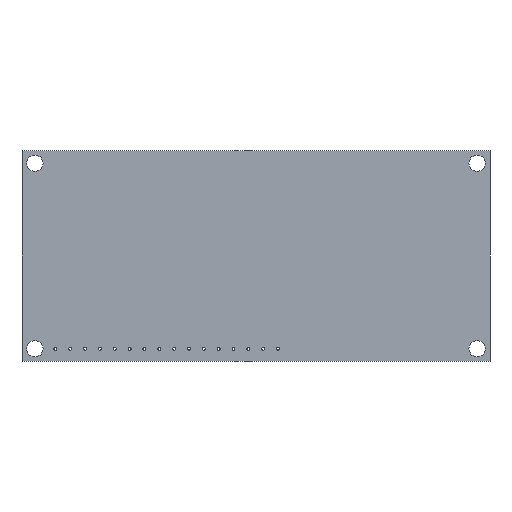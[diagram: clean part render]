
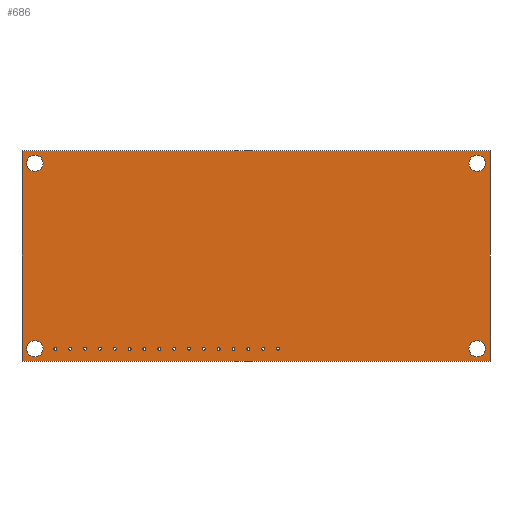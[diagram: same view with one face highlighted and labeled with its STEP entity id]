
A CAD part, front view. The second image highlights one B-rep face of the part: STEP entity #686.
In plain terms, the highlighted planar face has unit normal (0, -1, 0).
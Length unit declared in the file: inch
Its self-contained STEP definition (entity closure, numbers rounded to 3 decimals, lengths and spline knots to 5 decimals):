
#364=CARTESIAN_POINT('',(1.5765,0.,0.7095));
#365=VERTEX_POINT('',#364);
#366=CARTESIAN_POINT('',(1.5765,0.,-0.7095));
#367=VERTEX_POINT('',#366);
#368=CARTESIAN_POINT('',(1.5765,0.,0.7095));
#369=DIRECTION('',(0.,0.,-1.));
#370=VECTOR('',#369,1.419);
#371=LINE('',#368,#370);
#372=EDGE_CURVE('',#365,#367,#371,.T.);
#395=CARTESIAN_POINT('',(-1.5765,0.,-0.7095));
#396=VERTEX_POINT('',#395);
#397=CARTESIAN_POINT('',(1.5765,0.,-0.7095));
#398=DIRECTION('',(-1.,0.,0.));
#399=VECTOR('',#398,3.153);
#400=LINE('',#397,#399);
#401=EDGE_CURVE('',#367,#396,#400,.T.);
#419=CARTESIAN_POINT('',(-1.5765,0.,0.7095));
#420=VERTEX_POINT('',#419);
#421=CARTESIAN_POINT('',(-1.5765,0.,-0.7095));
#422=DIRECTION('',(0.,0.,1.));
#423=VECTOR('',#422,1.419);
#424=LINE('',#421,#423);
#425=EDGE_CURVE('',#396,#420,#424,.T.);
#443=CARTESIAN_POINT('',(-1.5765,0.,0.7095));
#444=DIRECTION('',(1.,0.,-0.));
#445=VECTOR('',#444,3.153);
#446=LINE('',#443,#445);
#447=EDGE_CURVE('',#420,#365,#446,.T.);
#455=CARTESIAN_POINT('',(1.5765,0.,0.7095));
#456=DIRECTION('',(0.,1.,0.));
#457=DIRECTION('',(0.,0.,1.));
#458=AXIS2_PLACEMENT_3D('',#455,#456,#457);
#459=PLANE('',#458);
#460=CARTESIAN_POINT('',(0.1485,0.,-0.6155));
#461=VERTEX_POINT('',#460);
#462=CARTESIAN_POINT('',(0.1485,0.,-0.6255));
#463=DIRECTION('',(0.,1.,0.));
#464=DIRECTION('',(0.,-0.,1.));
#465=AXIS2_PLACEMENT_3D('',#462,#463,#464);
#466=CIRCLE('',#465,0.01);
#467=EDGE_CURVE('',#461,#461,#466,.T.);
#468=ORIENTED_EDGE('',*,*,#467,.T.);
#469=EDGE_LOOP('',(#468));
#470=FACE_BOUND('',#469,.T.);
#471=CARTESIAN_POINT('',(0.0485,0.,-0.6155));
#472=VERTEX_POINT('',#471);
#473=CARTESIAN_POINT('',(0.0485,0.,-0.6255));
#474=DIRECTION('',(0.,1.,0.));
#475=DIRECTION('',(0.,-0.,1.));
#476=AXIS2_PLACEMENT_3D('',#473,#474,#475);
#477=CIRCLE('',#476,0.01);
#478=EDGE_CURVE('',#472,#472,#477,.T.);
#479=ORIENTED_EDGE('',*,*,#478,.T.);
#480=EDGE_LOOP('',(#479));
#481=FACE_BOUND('',#480,.T.);
#482=CARTESIAN_POINT('',(-0.0515,0.,-0.6155));
#483=VERTEX_POINT('',#482);
#484=CARTESIAN_POINT('',(-0.0515,0.,-0.6255));
#485=DIRECTION('',(0.,1.,0.));
#486=DIRECTION('',(0.,-0.,1.));
#487=AXIS2_PLACEMENT_3D('',#484,#485,#486);
#488=CIRCLE('',#487,0.01);
#489=EDGE_CURVE('',#483,#483,#488,.T.);
#490=ORIENTED_EDGE('',*,*,#489,.T.);
#491=EDGE_LOOP('',(#490));
#492=FACE_BOUND('',#491,.T.);
#493=CARTESIAN_POINT('',(-0.1515,0.,-0.6155));
#494=VERTEX_POINT('',#493);
#495=CARTESIAN_POINT('',(-0.1515,0.,-0.6255));
#496=DIRECTION('',(0.,1.,0.));
#497=DIRECTION('',(0.,-0.,1.));
#498=AXIS2_PLACEMENT_3D('',#495,#496,#497);
#499=CIRCLE('',#498,0.01);
#500=EDGE_CURVE('',#494,#494,#499,.T.);
#501=ORIENTED_EDGE('',*,*,#500,.T.);
#502=EDGE_LOOP('',(#501));
#503=FACE_BOUND('',#502,.T.);
#504=CARTESIAN_POINT('',(-0.2515,0.,-0.6155));
#505=VERTEX_POINT('',#504);
#506=CARTESIAN_POINT('',(-0.2515,0.,-0.6255));
#507=DIRECTION('',(0.,1.,0.));
#508=DIRECTION('',(0.,-0.,1.));
#509=AXIS2_PLACEMENT_3D('',#506,#507,#508);
#510=CIRCLE('',#509,0.01);
#511=EDGE_CURVE('',#505,#505,#510,.T.);
#512=ORIENTED_EDGE('',*,*,#511,.T.);
#513=EDGE_LOOP('',(#512));
#514=FACE_BOUND('',#513,.T.);
#515=CARTESIAN_POINT('',(-0.3515,0.,-0.6155));
#516=VERTEX_POINT('',#515);
#517=CARTESIAN_POINT('',(-0.3515,0.,-0.6255));
#518=DIRECTION('',(0.,1.,0.));
#519=DIRECTION('',(0.,-0.,1.));
#520=AXIS2_PLACEMENT_3D('',#517,#518,#519);
#521=CIRCLE('',#520,0.01);
#522=EDGE_CURVE('',#516,#516,#521,.T.);
#523=ORIENTED_EDGE('',*,*,#522,.T.);
#524=EDGE_LOOP('',(#523));
#525=FACE_BOUND('',#524,.T.);
#526=CARTESIAN_POINT('',(-0.4515,0.,-0.6155));
#527=VERTEX_POINT('',#526);
#528=CARTESIAN_POINT('',(-0.4515,0.,-0.6255));
#529=DIRECTION('',(0.,1.,0.));
#530=DIRECTION('',(0.,-0.,1.));
#531=AXIS2_PLACEMENT_3D('',#528,#529,#530);
#532=CIRCLE('',#531,0.01);
#533=EDGE_CURVE('',#527,#527,#532,.T.);
#534=ORIENTED_EDGE('',*,*,#533,.T.);
#535=EDGE_LOOP('',(#534));
#536=FACE_BOUND('',#535,.T.);
#537=CARTESIAN_POINT('',(-0.5515,0.,-0.6155));
#538=VERTEX_POINT('',#537);
#539=CARTESIAN_POINT('',(-0.5515,0.,-0.6255));
#540=DIRECTION('',(0.,1.,0.));
#541=DIRECTION('',(0.,-0.,1.));
#542=AXIS2_PLACEMENT_3D('',#539,#540,#541);
#543=CIRCLE('',#542,0.01);
#544=EDGE_CURVE('',#538,#538,#543,.T.);
#545=ORIENTED_EDGE('',*,*,#544,.T.);
#546=EDGE_LOOP('',(#545));
#547=FACE_BOUND('',#546,.T.);
#548=CARTESIAN_POINT('',(-0.6515,0.,-0.6155));
#549=VERTEX_POINT('',#548);
#550=CARTESIAN_POINT('',(-0.6515,0.,-0.6255));
#551=DIRECTION('',(0.,1.,0.));
#552=DIRECTION('',(0.,-0.,1.));
#553=AXIS2_PLACEMENT_3D('',#550,#551,#552);
#554=CIRCLE('',#553,0.01);
#555=EDGE_CURVE('',#549,#549,#554,.T.);
#556=ORIENTED_EDGE('',*,*,#555,.T.);
#557=EDGE_LOOP('',(#556));
#558=FACE_BOUND('',#557,.T.);
#559=CARTESIAN_POINT('',(-0.7515,0.,-0.6155));
#560=VERTEX_POINT('',#559);
#561=CARTESIAN_POINT('',(-0.7515,0.,-0.6255));
#562=DIRECTION('',(0.,1.,0.));
#563=DIRECTION('',(0.,-0.,1.));
#564=AXIS2_PLACEMENT_3D('',#561,#562,#563);
#565=CIRCLE('',#564,0.01);
#566=EDGE_CURVE('',#560,#560,#565,.T.);
#567=ORIENTED_EDGE('',*,*,#566,.T.);
#568=EDGE_LOOP('',(#567));
#569=FACE_BOUND('',#568,.T.);
#570=CARTESIAN_POINT('',(-0.8515,0.,-0.6155));
#571=VERTEX_POINT('',#570);
#572=CARTESIAN_POINT('',(-0.8515,0.,-0.6255));
#573=DIRECTION('',(0.,1.,0.));
#574=DIRECTION('',(0.,-0.,1.));
#575=AXIS2_PLACEMENT_3D('',#572,#573,#574);
#576=CIRCLE('',#575,0.01);
#577=EDGE_CURVE('',#571,#571,#576,.T.);
#578=ORIENTED_EDGE('',*,*,#577,.T.);
#579=EDGE_LOOP('',(#578));
#580=FACE_BOUND('',#579,.T.);
#581=CARTESIAN_POINT('',(-0.9515,0.,-0.6155));
#582=VERTEX_POINT('',#581);
#583=CARTESIAN_POINT('',(-0.9515,0.,-0.6255));
#584=DIRECTION('',(0.,1.,0.));
#585=DIRECTION('',(0.,-0.,1.));
#586=AXIS2_PLACEMENT_3D('',#583,#584,#585);
#587=CIRCLE('',#586,0.01);
#588=EDGE_CURVE('',#582,#582,#587,.T.);
#589=ORIENTED_EDGE('',*,*,#588,.T.);
#590=EDGE_LOOP('',(#589));
#591=FACE_BOUND('',#590,.T.);
#592=CARTESIAN_POINT('',(-1.0515,0.,-0.6155));
#593=VERTEX_POINT('',#592);
#594=CARTESIAN_POINT('',(-1.0515,0.,-0.6255));
#595=DIRECTION('',(0.,1.,0.));
#596=DIRECTION('',(0.,-0.,1.));
#597=AXIS2_PLACEMENT_3D('',#594,#595,#596);
#598=CIRCLE('',#597,0.01);
#599=EDGE_CURVE('',#593,#593,#598,.T.);
#600=ORIENTED_EDGE('',*,*,#599,.T.);
#601=EDGE_LOOP('',(#600));
#602=FACE_BOUND('',#601,.T.);
#603=CARTESIAN_POINT('',(-1.1515,0.,-0.6155));
#604=VERTEX_POINT('',#603);
#605=CARTESIAN_POINT('',(-1.1515,0.,-0.6255));
#606=DIRECTION('',(0.,1.,0.));
#607=DIRECTION('',(0.,-0.,1.));
#608=AXIS2_PLACEMENT_3D('',#605,#606,#607);
#609=CIRCLE('',#608,0.01);
#610=EDGE_CURVE('',#604,#604,#609,.T.);
#611=ORIENTED_EDGE('',*,*,#610,.T.);
#612=EDGE_LOOP('',(#611));
#613=FACE_BOUND('',#612,.T.);
#614=CARTESIAN_POINT('',(-1.2515,0.,-0.6155));
#615=VERTEX_POINT('',#614);
#616=CARTESIAN_POINT('',(-1.2515,0.,-0.6255));
#617=DIRECTION('',(0.,1.,0.));
#618=DIRECTION('',(0.,-0.,1.));
#619=AXIS2_PLACEMENT_3D('',#616,#617,#618);
#620=CIRCLE('',#619,0.01);
#621=EDGE_CURVE('',#615,#615,#620,.T.);
#622=ORIENTED_EDGE('',*,*,#621,.T.);
#623=EDGE_LOOP('',(#622));
#624=FACE_BOUND('',#623,.T.);
#625=CARTESIAN_POINT('',(-1.3515,0.,-0.6155));
#626=VERTEX_POINT('',#625);
#627=CARTESIAN_POINT('',(-1.3515,0.,-0.6255));
#628=DIRECTION('',(0.,1.,0.));
#629=DIRECTION('',(0.,-0.,1.));
#630=AXIS2_PLACEMENT_3D('',#627,#628,#629);
#631=CIRCLE('',#630,0.01);
#632=EDGE_CURVE('',#626,#626,#631,.T.);
#633=ORIENTED_EDGE('',*,*,#632,.T.);
#634=EDGE_LOOP('',(#633));
#635=FACE_BOUND('',#634,.T.);
#636=CARTESIAN_POINT('',(-1.49,0.,0.68));
#637=VERTEX_POINT('',#636);
#638=CARTESIAN_POINT('',(-1.49,0.,0.625));
#639=DIRECTION('',(0.,1.,0.));
#640=DIRECTION('',(0.,-0.,1.));
#641=AXIS2_PLACEMENT_3D('',#638,#639,#640);
#642=CIRCLE('',#641,0.055);
#643=EDGE_CURVE('',#637,#637,#642,.T.);
#644=ORIENTED_EDGE('',*,*,#643,.T.);
#645=EDGE_LOOP('',(#644));
#646=FACE_BOUND('',#645,.T.);
#647=CARTESIAN_POINT('',(1.49,0.,0.68));
#648=VERTEX_POINT('',#647);
#649=CARTESIAN_POINT('',(1.49,0.,0.625));
#650=DIRECTION('',(0.,1.,0.));
#651=DIRECTION('',(0.,-0.,1.));
#652=AXIS2_PLACEMENT_3D('',#649,#650,#651);
#653=CIRCLE('',#652,0.055);
#654=EDGE_CURVE('',#648,#648,#653,.T.);
#655=ORIENTED_EDGE('',*,*,#654,.T.);
#656=EDGE_LOOP('',(#655));
#657=FACE_BOUND('',#656,.T.);
#658=CARTESIAN_POINT('',(1.49,0.,-0.57));
#659=VERTEX_POINT('',#658);
#660=CARTESIAN_POINT('',(1.49,0.,-0.625));
#661=DIRECTION('',(0.,1.,0.));
#662=DIRECTION('',(0.,-0.,1.));
#663=AXIS2_PLACEMENT_3D('',#660,#661,#662);
#664=CIRCLE('',#663,0.055);
#665=EDGE_CURVE('',#659,#659,#664,.T.);
#666=ORIENTED_EDGE('',*,*,#665,.T.);
#667=EDGE_LOOP('',(#666));
#668=FACE_BOUND('',#667,.T.);
#669=CARTESIAN_POINT('',(-1.49,0.,-0.57));
#670=VERTEX_POINT('',#669);
#671=CARTESIAN_POINT('',(-1.49,0.,-0.625));
#672=DIRECTION('',(0.,1.,0.));
#673=DIRECTION('',(0.,-0.,1.));
#674=AXIS2_PLACEMENT_3D('',#671,#672,#673);
#675=CIRCLE('',#674,0.055);
#676=EDGE_CURVE('',#670,#670,#675,.T.);
#677=ORIENTED_EDGE('',*,*,#676,.T.);
#678=EDGE_LOOP('',(#677));
#679=FACE_BOUND('',#678,.T.);
#680=ORIENTED_EDGE('',*,*,#372,.F.);
#681=ORIENTED_EDGE('',*,*,#447,.F.);
#682=ORIENTED_EDGE('',*,*,#425,.F.);
#683=ORIENTED_EDGE('',*,*,#401,.F.);
#684=EDGE_LOOP('',(#680,#681,#682,#683));
#685=FACE_BOUND('',#684,.T.);
#686=ADVANCED_FACE('',(#470,#481,#492,#503,#514,#525,#536,#547,#558,#569,#580,#591,#602,#613,#624,#635,#646,#657,#668,#679,#685),#459,.F.);
